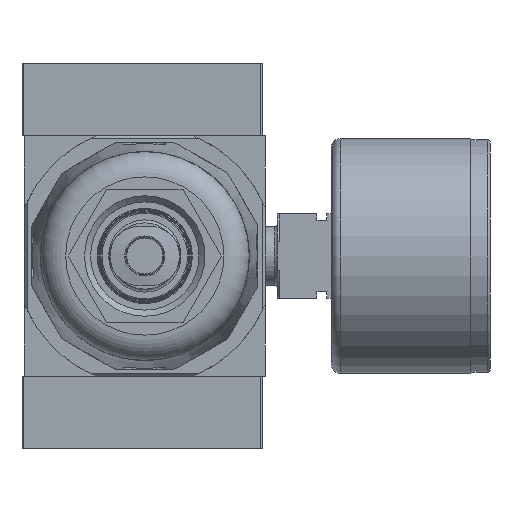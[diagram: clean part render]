
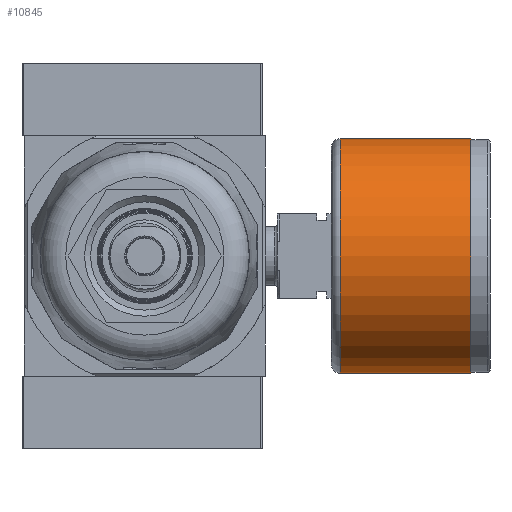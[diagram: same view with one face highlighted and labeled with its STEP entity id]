
A CAD part, front view. The second image highlights one B-rep face of the part: STEP entity #10845.
In plain terms, the highlighted cylindrical face has radius 19.5 mm (diameter 39 mm), a full revolution.
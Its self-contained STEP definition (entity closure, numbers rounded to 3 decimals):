
#227=CYLINDRICAL_SURFACE('',#11701,19.5);
#3350=ORIENTED_EDGE('',*,*,#4963,.F.);
#3351=ORIENTED_EDGE('',*,*,#4964,.T.);
#4963=EDGE_CURVE('',#5911,#5911,#6474,.T.);
#4964=EDGE_CURVE('',#5912,#5912,#6475,.T.);
#5911=VERTEX_POINT('',#16920);
#5912=VERTEX_POINT('',#16923);
#6474=CIRCLE('',#11700,19.5);
#6475=CIRCLE('',#11702,19.5);
#7048=EDGE_LOOP('',(#3350));
#7049=EDGE_LOOP('',(#3351));
#7774=FACE_BOUND('',#7048,.T.);
#7775=FACE_BOUND('',#7049,.T.);
#10845=ADVANCED_FACE('',(#7774,#7775),#227,.T.);
#11700=AXIS2_PLACEMENT_3D('',#16919,#13687,#13688);
#11701=AXIS2_PLACEMENT_3D('',#16921,#13689,#13690);
#11702=AXIS2_PLACEMENT_3D('',#16922,#13691,#13692);
#13687=DIRECTION('',(1.,0.,0.));
#13688=DIRECTION('',(0.,0.,-1.));
#13689=DIRECTION('',(1.,0.,0.));
#13690=DIRECTION('',(0.,0.,-1.));
#13691=DIRECTION('',(1.,0.,0.));
#13692=DIRECTION('',(0.,0.,-1.));
#16919=CARTESIAN_POINT('',(-3.2,0.,0.));
#16920=CARTESIAN_POINT('',(-3.2,0.,-19.5));
#16921=CARTESIAN_POINT('',(0.,0.,0.));
#16922=CARTESIAN_POINT('',(-24.85,0.,0.));
#16923=CARTESIAN_POINT('',(-24.85,0.,-19.5));
